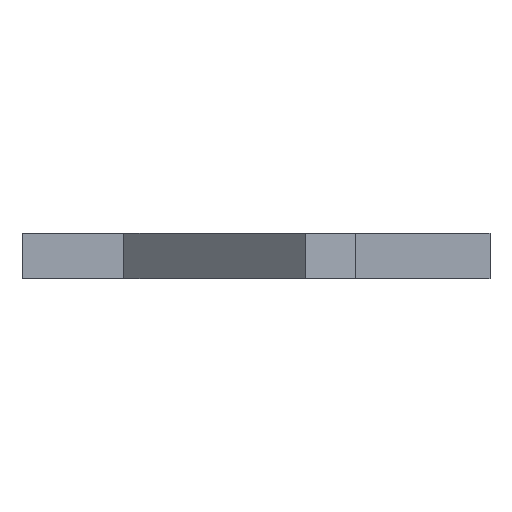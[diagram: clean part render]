
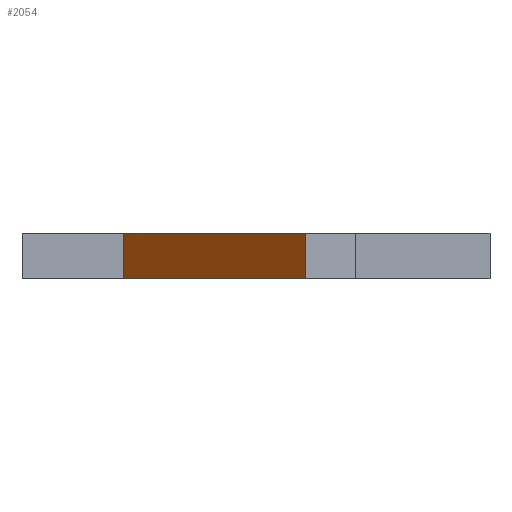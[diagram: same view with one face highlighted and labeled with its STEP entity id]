
A CAD part, left-side view. The second image highlights one B-rep face of the part: STEP entity #2054.
In plain terms, the highlighted planar face has unit normal (-0.707, 0.707, 0).
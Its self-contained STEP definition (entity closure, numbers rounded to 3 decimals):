
#472 = PLANE('',#473);
#473 = AXIS2_PLACEMENT_3D('',#474,#475,#476);
#474 = CARTESIAN_POINT('',(0.,-33.934,0.));
#475 = DIRECTION('',(0.707,0.707,0.));
#476 = DIRECTION('',(0.,0.,1.));
#532 = PLANE('',#533);
#533 = AXIS2_PLACEMENT_3D('',#534,#535,#536);
#534 = CARTESIAN_POINT('',(0.,-33.934,0.));
#535 = DIRECTION('',(0.,0.,1.));
#536 = DIRECTION('',(0.707,0.707,0.));
#854 = PLANE('',#855);
#855 = AXIS2_PLACEMENT_3D('',#856,#857,#858);
#856 = CARTESIAN_POINT('',(0.,-33.934,6.4));
#857 = DIRECTION('',(0.,0.,1.));
#858 = DIRECTION('',(0.707,0.707,0.));
#1023 = VERTEX_POINT('',#1024);
#1024 = CARTESIAN_POINT('',(-29.953,-3.981,6.4));
#1047 = VERTEX_POINT('',#1048);
#1048 = CARTESIAN_POINT('',(-29.953,-3.981,0.));
#1069 = EDGE_CURVE('',#1047,#1023,#1070,.T.);
#1070 = SURFACE_CURVE('',#1071,(#1075,#1082),.PCURVE_S1.);
#1071 = LINE('',#1072,#1073);
#1072 = CARTESIAN_POINT('',(-29.953,-3.981,0.));
#1073 = VECTOR('',#1074,1.);
#1074 = DIRECTION('',(0.,0.,1.));
#1075 = PCURVE('',#472,#1076);
#1076 = DEFINITIONAL_REPRESENTATION('',(#1077),#1081);
#1077 = LINE('',#1078,#1079);
#1078 = CARTESIAN_POINT('',(0.,-42.36));
#1079 = VECTOR('',#1080,1.);
#1080 = DIRECTION('',(1.,0.));
#1081 = ( GEOMETRIC_REPRESENTATION_CONTEXT(2) 
PARAMETRIC_REPRESENTATION_CONTEXT() REPRESENTATION_CONTEXT('2D SPACE',''
  ) );
#1082 = PCURVE('',#1083,#1088);
#1083 = PLANE('',#1084);
#1084 = AXIS2_PLACEMENT_3D('',#1085,#1086,#1087);
#1085 = CARTESIAN_POINT('',(-29.953,-3.981,0.));
#1086 = DIRECTION('',(-0.707,0.707,0.));
#1087 = DIRECTION('',(0.,0.,1.));
#1088 = DEFINITIONAL_REPRESENTATION('',(#1089),#1093);
#1089 = LINE('',#1090,#1091);
#1090 = CARTESIAN_POINT('',(0.,0.));
#1091 = VECTOR('',#1092,1.);
#1092 = DIRECTION('',(1.,0.));
#1093 = ( GEOMETRIC_REPRESENTATION_CONTEXT(2) 
PARAMETRIC_REPRESENTATION_CONTEXT() REPRESENTATION_CONTEXT('2D SPACE',''
  ) );
#1257 = VERTEX_POINT('',#1258);
#1258 = CARTESIAN_POINT('',(-4.4,21.572,0.));
#1279 = EDGE_CURVE('',#1047,#1257,#1280,.T.);
#1280 = SURFACE_CURVE('',#1281,(#1285,#1292),.PCURVE_S1.);
#1281 = LINE('',#1282,#1283);
#1282 = CARTESIAN_POINT('',(-29.953,-3.981,0.));
#1283 = VECTOR('',#1284,1.);
#1284 = DIRECTION('',(0.707,0.707,0.));
#1285 = PCURVE('',#532,#1286);
#1286 = DEFINITIONAL_REPRESENTATION('',(#1287),#1291);
#1287 = LINE('',#1288,#1289);
#1288 = CARTESIAN_POINT('',(0.,42.36));
#1289 = VECTOR('',#1290,1.);
#1290 = DIRECTION('',(1.,0.));
#1291 = ( GEOMETRIC_REPRESENTATION_CONTEXT(2) 
PARAMETRIC_REPRESENTATION_CONTEXT() REPRESENTATION_CONTEXT('2D SPACE',''
  ) );
#1292 = PCURVE('',#1083,#1293);
#1293 = DEFINITIONAL_REPRESENTATION('',(#1294),#1298);
#1294 = LINE('',#1295,#1296);
#1295 = CARTESIAN_POINT('',(0.,0.));
#1296 = VECTOR('',#1297,1.);
#1297 = DIRECTION('',(0.,1.));
#1298 = ( GEOMETRIC_REPRESENTATION_CONTEXT(2) 
PARAMETRIC_REPRESENTATION_CONTEXT() REPRESENTATION_CONTEXT('2D SPACE',''
  ) );
#1842 = VERTEX_POINT('',#1843);
#1843 = CARTESIAN_POINT('',(-4.4,21.572,6.4));
#1864 = EDGE_CURVE('',#1023,#1842,#1865,.T.);
#1865 = SURFACE_CURVE('',#1866,(#1870,#1877),.PCURVE_S1.);
#1866 = LINE('',#1867,#1868);
#1867 = CARTESIAN_POINT('',(-29.953,-3.981,6.4));
#1868 = VECTOR('',#1869,1.);
#1869 = DIRECTION('',(0.707,0.707,0.));
#1870 = PCURVE('',#854,#1871);
#1871 = DEFINITIONAL_REPRESENTATION('',(#1872),#1876);
#1872 = LINE('',#1873,#1874);
#1873 = CARTESIAN_POINT('',(0.,42.36));
#1874 = VECTOR('',#1875,1.);
#1875 = DIRECTION('',(1.,0.));
#1876 = ( GEOMETRIC_REPRESENTATION_CONTEXT(2) 
PARAMETRIC_REPRESENTATION_CONTEXT() REPRESENTATION_CONTEXT('2D SPACE',''
  ) );
#1877 = PCURVE('',#1083,#1878);
#1878 = DEFINITIONAL_REPRESENTATION('',(#1879),#1883);
#1879 = LINE('',#1880,#1881);
#1880 = CARTESIAN_POINT('',(6.4,0.));
#1881 = VECTOR('',#1882,1.);
#1882 = DIRECTION('',(0.,1.));
#1883 = ( GEOMETRIC_REPRESENTATION_CONTEXT(2) 
PARAMETRIC_REPRESENTATION_CONTEXT() REPRESENTATION_CONTEXT('2D SPACE',''
  ) );
#2054 = ADVANCED_FACE('',(#2055),#1083,.T.);
#2055 = FACE_BOUND('',#2056,.T.);
#2056 = EDGE_LOOP('',(#2057,#2058,#2059,#2060));
#2057 = ORIENTED_EDGE('',*,*,#1279,.F.);
#2058 = ORIENTED_EDGE('',*,*,#1069,.T.);
#2059 = ORIENTED_EDGE('',*,*,#1864,.T.);
#2060 = ORIENTED_EDGE('',*,*,#2061,.T.);
#2061 = EDGE_CURVE('',#1842,#1257,#2062,.T.);
#2062 = SURFACE_CURVE('',#2063,(#2067,#2073),.PCURVE_S1.);
#2063 = LINE('',#2064,#2065);
#2064 = CARTESIAN_POINT('',(-4.4,21.572,0.));
#2065 = VECTOR('',#2066,1.);
#2066 = DIRECTION('',(0.,0.,-1.));
#2067 = PCURVE('',#1083,#2068);
#2068 = DEFINITIONAL_REPRESENTATION('',(#2069),#2072);
#2069 = B_SPLINE_CURVE_WITH_KNOTS('',1,(#2070,#2071),.UNSPECIFIED.,.F.,
  .F.,(2,2),(-6.4,0.),.PIECEWISE_BEZIER_KNOTS.);
#2070 = CARTESIAN_POINT('',(6.4,36.137));
#2071 = CARTESIAN_POINT('',(0.,36.137));
#2072 = ( GEOMETRIC_REPRESENTATION_CONTEXT(2) 
PARAMETRIC_REPRESENTATION_CONTEXT() REPRESENTATION_CONTEXT('2D SPACE',''
  ) );
#2073 = PCURVE('',#2074,#2079);
#2074 = PLANE('',#2075);
#2075 = AXIS2_PLACEMENT_3D('',#2076,#2077,#2078);
#2076 = CARTESIAN_POINT('',(-4.4,15.,0.));
#2077 = DIRECTION('',(1.,0.,0.));
#2078 = DIRECTION('',(0.,0.,1.));
#2079 = DEFINITIONAL_REPRESENTATION('',(#2080),#2083);
#2080 = B_SPLINE_CURVE_WITH_KNOTS('',1,(#2081,#2082),.UNSPECIFIED.,.F.,
  .F.,(2,2),(-6.4,0.),.PIECEWISE_BEZIER_KNOTS.);
#2081 = CARTESIAN_POINT('',(6.4,-6.572));
#2082 = CARTESIAN_POINT('',(0.,-6.572));
#2083 = ( GEOMETRIC_REPRESENTATION_CONTEXT(2) 
PARAMETRIC_REPRESENTATION_CONTEXT() REPRESENTATION_CONTEXT('2D SPACE',''
  ) );
